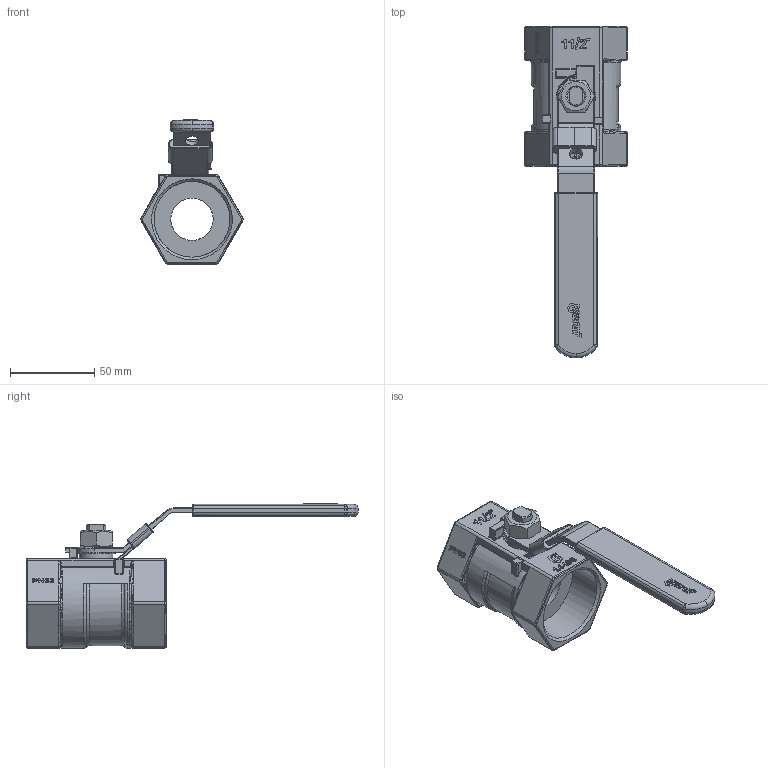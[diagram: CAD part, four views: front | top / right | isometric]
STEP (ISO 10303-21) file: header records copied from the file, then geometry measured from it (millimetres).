
FILE_DESCRIPTION(('HOOPS Exchange Step'),'2;1');
FILE_NAME('GK03_DN40.stp','2025-09-30T09:16:20+02:00',('nieru'),('Unknown organisation'),'HOOPS Exchange 2024.2','HOOPS Exchange','Unknown authorisation');
FILE_SCHEMA( ('AP203_CONFIGURATION_CONTROLLED_3D_DESIGN_OF_MECHANICAL_PARTS_AND_ASSEMBLIES_MIM_LF') );
Length unit declared in the file: millimetre
Products named in the file (2): 0; root
Assembly tree (1 placements, depth 2):
  root
    0
Bounding box: 60.58 x 196.5 x 85.3 mm (x, y, z)
Volume: 130955.6 mm3; surface area: 41115.2 mm2
Topology: 1 solids, 1 shells, 1083 faces, 2939 edges, 1862 vertices
Faces by surface type: bspline 362, plane 302, cylinder 237, extrusion 104, torus 48, sphere 16, cone 14
Full cylindrical faces by diameter (mm): 8 x1, 20 x1, 23 x1, 25 x1, 44.845 x2
Entity records: 66782 total; most frequent: CARTESIAN_POINT 43507, ORIENTED_EDGE 5824, DIRECTION 3068, EDGE_CURVE 2912, VERTEX_POINT 1862, B_SPLINE_CURVE_WITH_KNOTS 1455, VECTOR 1366, LINE 1262
